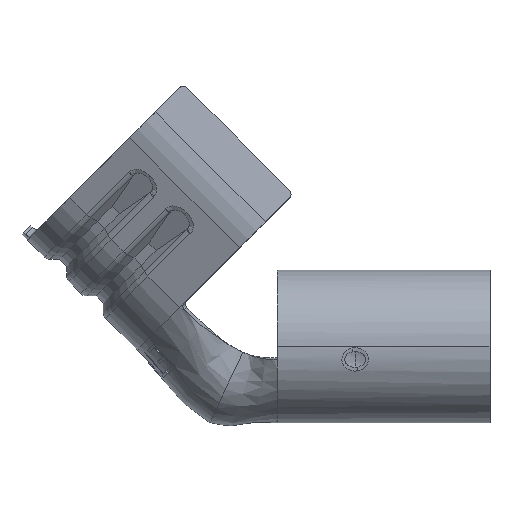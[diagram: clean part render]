
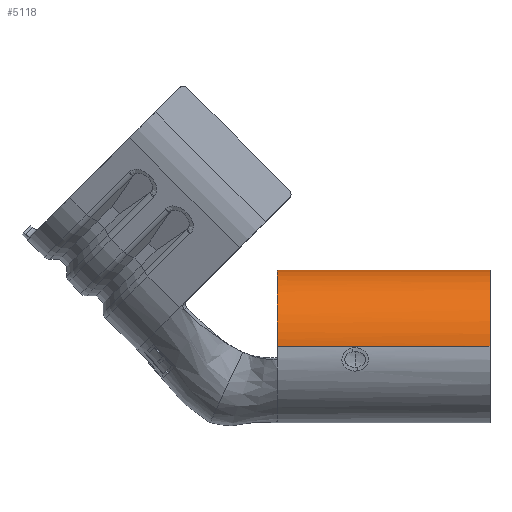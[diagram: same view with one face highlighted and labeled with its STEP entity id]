
A CAD part, top view. The second image highlights one B-rep face of the part: STEP entity #5118.
In plain terms, the highlighted cylindrical face has radius 3.734 mm (diameter 7.468 mm), a partial arc.
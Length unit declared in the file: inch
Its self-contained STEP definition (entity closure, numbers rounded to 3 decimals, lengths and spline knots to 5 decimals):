
#161 = EDGE_CURVE ( 'NONE', #6368, #4440, #8188, .T. ) ;
#177 = CARTESIAN_POINT ( 'NONE',  ( -0.41, 0.01836, 0.147 ) ) ;
#343 = CARTESIAN_POINT ( 'NONE',  ( 0., 0.14681, 0.00794 ) ) ;
#544 = CARTESIAN_POINT ( 'NONE',  ( -0.40892, 0.14691, 0.00535 ) ) ;
#684 = CARTESIAN_POINT ( 'NONE',  ( -0.4, 0.147, 0.00058 ) ) ;
#915 = CIRCLE ( 'NONE', #11846, 0.147 ) ;
#1138 = CARTESIAN_POINT ( 'NONE',  ( -0.41, 0.08669, 0.12013 ) ) ;
#1513 = CARTESIAN_POINT ( 'NONE',  ( -0.4, 0.147, 0.00058 ) ) ;
#1666 = ORIENTED_EDGE ( 'NONE', *, *, #6468, .T. ) ;
#2106 = CARTESIAN_POINT ( 'NONE',  ( -0.41, 0.14051, 0.04695 ) ) ;
#2159 = DIRECTION ( 'NONE',  ( 0., 0., -1. ) ) ;
#2331 = B_SPLINE_CURVE_WITH_KNOTS ( 'NONE', 3,
 ( #7997, #10974, #2106, #6046, #10003, #1138, #5097, #9039, #177, #4128 ),
 .UNSPECIFIED., .F., .F.,
 ( 4, 2, 2, 2, 4 ),
 ( 0.01085, 0.07056, 0.13027, 0.18998, 0.24969 ),
 .UNSPECIFIED. ) ;
#2406 = ORIENTED_EDGE ( 'NONE', *, *, #9901, .F. ) ;
#2783 = CARTESIAN_POINT ( 'NONE',  ( -0.41, 0.147, 0.00058 ) ) ;
#3136 = CYLINDRICAL_SURFACE ( 'NONE', #3352, 0.147 ) ;
#3281 = DIRECTION ( 'NONE',  ( 1., 0., 0. ) ) ;
#3327 = CARTESIAN_POINT ( 'NONE',  ( -0.01, 0.147, 0.00058 ) ) ;
#3352 = AXIS2_PLACEMENT_3D ( 'NONE', #7064, #11027, #2159 ) ;
#3629 = DIRECTION ( 'NONE',  ( 1., 0., 0. ) ) ;
#4037 = CARTESIAN_POINT ( 'NONE',  ( 0., 0.14662, 0.01058 ) ) ;
#4091 = CARTESIAN_POINT ( 'NONE',  ( -0.41, 0., 0.147 ) ) ;
#4128 = CARTESIAN_POINT ( 'NONE',  ( -0.41, 0., 0.147 ) ) ;
#4210 = B_SPLINE_CURVE_WITH_KNOTS ( 'NONE', 3,
 ( #9204, #343, #4296, #8230, #12183, #3327 ),
 .UNSPECIFIED., .F., .F.,
 ( 4, 2, 4 ),
 ( 0., 0.0002, 0.0004 ),
 .UNSPECIFIED. ) ;
#4296 = CARTESIAN_POINT ( 'NONE',  ( -0.00108, 0.14691, 0.00536 ) ) ;
#4440 = VERTEX_POINT ( 'NONE', #11464 ) ;
#4492 = CARTESIAN_POINT ( 'NONE',  ( -0.41, 0.14681, 0.00794 ) ) ;
#4501 = ORIENTED_EDGE ( 'NONE', *, *, #8593, .T. ) ;
#5097 = CARTESIAN_POINT ( 'NONE',  ( -0.41, 0.07089, 0.13008 ) ) ;
#5118 = ADVANCED_FACE ( 'NONE', ( #11990 ), #3136, .T. ) ;
#5278 = VERTEX_POINT ( 'NONE', #684 ) ;
#5462 = CARTESIAN_POINT ( 'NONE',  ( -0.40264, 0.147, 0.00058 ) ) ;
#5476 = CARTESIAN_POINT ( 'NONE',  ( -0.01, 0.147, 0.00058 ) ) ;
#5740 = ORIENTED_EDGE ( 'NONE', *, *, #5957, .F. ) ;
#5830 = B_SPLINE_CURVE_WITH_KNOTS ( 'NONE', 3,
 ( #1513, #5462, #9408, #544, #4492, #8431 ),
 .UNSPECIFIED., .F., .F.,
 ( 4, 2, 4 ),
 ( 0., 0.0002, 0.0004 ),
 .UNSPECIFIED. ) ;
#5957 = EDGE_CURVE ( 'NONE', #5278, #9321, #11636, .T. ) ;
#6046 = CARTESIAN_POINT ( 'NONE',  ( -0.41, 0.12464, 0.08006 ) ) ;
#6368 = VERTEX_POINT ( 'NONE', #4091 ) ;
#6468 = EDGE_CURVE ( 'NONE', #12423, #6368, #2331, .T. ) ;
#6714 = DIRECTION ( 'NONE',  ( 1., 0., 0. ) ) ;
#7064 = CARTESIAN_POINT ( 'NONE',  ( -0.41, 0., 0. ) ) ;
#7558 = DIRECTION ( 'NONE',  ( 0., 0., -1. ) ) ;
#7696 = VECTOR ( 'NONE', #6714, 39.37008 ) ;
#7997 = CARTESIAN_POINT ( 'NONE',  ( -0.41, 0.14662, 0.01058 ) ) ;
#8188 = LINE ( 'NONE', #12140, #12583 ) ;
#8230 = CARTESIAN_POINT ( 'NONE',  ( -0.00477, 0.147, 0.00167 ) ) ;
#8431 = CARTESIAN_POINT ( 'NONE',  ( -0.41, 0.14662, 0.01058 ) ) ;
#8593 = EDGE_CURVE ( 'NONE', #5278, #12423, #5830, .T. ) ;
#9039 = CARTESIAN_POINT ( 'NONE',  ( -0.41, 0.03671, 0.14352 ) ) ;
#9204 = CARTESIAN_POINT ( 'NONE',  ( 0., 0.14662, 0.01058 ) ) ;
#9321 = VERTEX_POINT ( 'NONE', #5476 ) ;
#9408 = CARTESIAN_POINT ( 'NONE',  ( -0.40523, 0.147, 0.00166 ) ) ;
#9505 = VERTEX_POINT ( 'NONE', #4037 ) ;
#9901 = EDGE_CURVE ( 'NONE', #9505, #4440, #915, .T. ) ;
#10003 = CARTESIAN_POINT ( 'NONE',  ( -0.41, 0.11358, 0.09511 ) ) ;
#10277 = CARTESIAN_POINT ( 'NONE',  ( -0.41, 0.14662, 0.01058 ) ) ;
#10365 = EDGE_CURVE ( 'NONE', #9505, #9321, #4210, .T. ) ;
#10974 = CARTESIAN_POINT ( 'NONE',  ( -0.41, 0.1453, 0.02889 ) ) ;
#11027 = DIRECTION ( 'NONE',  ( 1., 0., 0. ) ) ;
#11350 = EDGE_LOOP ( 'NONE', ( #1666, #12521, #2406, #12662, #5740, #4501 ) ) ;
#11464 = CARTESIAN_POINT ( 'NONE',  ( 0., 0., 0.147 ) ) ;
#11636 = LINE ( 'NONE', #2783, #7696 ) ;
#11846 = AXIS2_PLACEMENT_3D ( 'NONE', #12490, #3629, #7558 ) ;
#11990 = FACE_OUTER_BOUND ( 'NONE', #11350, .T. ) ;
#12140 = CARTESIAN_POINT ( 'NONE',  ( -0.41, 0., 0.147 ) ) ;
#12183 = CARTESIAN_POINT ( 'NONE',  ( -0.00736, 0.147, 0.00058 ) ) ;
#12423 = VERTEX_POINT ( 'NONE', #10277 ) ;
#12490 = CARTESIAN_POINT ( 'NONE',  ( 0., 0., 0. ) ) ;
#12521 = ORIENTED_EDGE ( 'NONE', *, *, #161, .T. ) ;
#12583 = VECTOR ( 'NONE', #3281, 39.37008 ) ;
#12662 = ORIENTED_EDGE ( 'NONE', *, *, #10365, .T. ) ;
